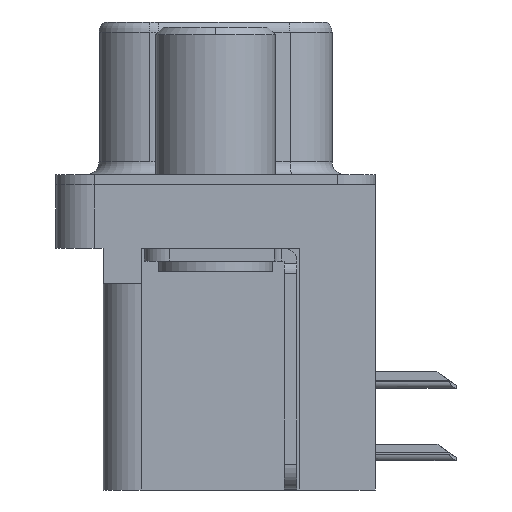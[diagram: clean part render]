
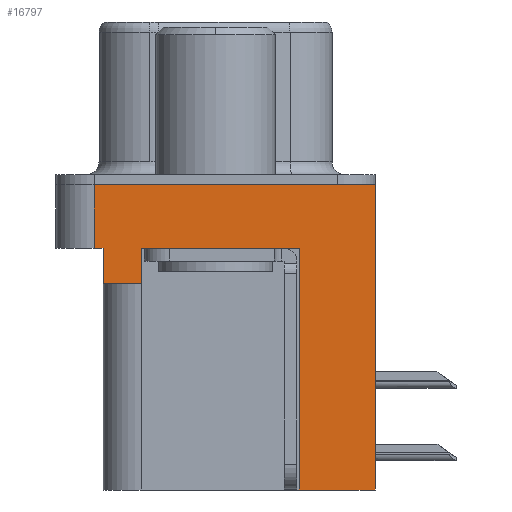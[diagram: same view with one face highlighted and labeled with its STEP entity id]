
A CAD part, left-side view. The second image highlights one B-rep face of the part: STEP entity #16797.
In plain terms, the highlighted planar face has unit normal (-1, 0, 0).
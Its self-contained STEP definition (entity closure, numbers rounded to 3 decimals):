
#249 = VECTOR ( 'NONE', #13247, 1000. ) ;
#366 = CARTESIAN_POINT ( 'NONE',  ( -3., 4.425, -3.9 ) ) ;
#512 = ORIENTED_EDGE ( 'NONE', *, *, #8710, .F. ) ;
#783 = VECTOR ( 'NONE', #3917, 1000. ) ;
#882 = DIRECTION ( 'NONE',  ( -1., 0., 0. ) ) ;
#905 = EDGE_CURVE ( 'NONE', #11606, #17664, #15200, .T. ) ;
#916 = VECTOR ( 'NONE', #12087, 1000. ) ;
#1071 = CARTESIAN_POINT ( 'NONE',  ( -3., -3.295, -12. ) ) ;
#1370 = VERTEX_POINT ( 'NONE', #15839 ) ;
#1484 = VECTOR ( 'NONE', #9445, 1000. ) ;
#1905 = EDGE_CURVE ( 'NONE', #9271, #12396, #7394, .T. ) ;
#2137 = ORIENTED_EDGE ( 'NONE', *, *, #20671, .T. ) ;
#2445 = CARTESIAN_POINT ( 'NONE',  ( -3., 4.425, -3.9 ) ) ;
#2790 = EDGE_CURVE ( 'NONE', #6598, #21479, #20318, .T. ) ;
#2830 = LINE ( 'NONE', #6797, #916 ) ;
#2876 = CARTESIAN_POINT ( 'NONE',  ( -3., 4.775, -2.5 ) ) ;
#2980 = VERTEX_POINT ( 'NONE', #1071 ) ;
#3383 = VERTEX_POINT ( 'NONE', #22123 ) ;
#3489 = DIRECTION ( 'NONE',  ( 0., -1., 0. ) ) ;
#3865 = EDGE_CURVE ( 'NONE', #3383, #21479, #15864, .T. ) ;
#3917 = DIRECTION ( 'NONE',  ( 0., -1., 0. ) ) ;
#4761 = DIRECTION ( 'NONE',  ( 0., 0., 1. ) ) ;
#5030 = ORIENTED_EDGE ( 'NONE', *, *, #1905, .T. ) ;
#5057 = CARTESIAN_POINT ( 'NONE',  ( -3., -6.275, -2.5 ) ) ;
#5577 = CARTESIAN_POINT ( 'NONE',  ( -3., 4.775, -2.5 ) ) ;
#5617 = ORIENTED_EDGE ( 'NONE', *, *, #3865, .F. ) ;
#5638 = LINE ( 'NONE', #2876, #20755 ) ;
#6585 = CARTESIAN_POINT ( 'NONE',  ( -3., -6.275, -2.5 ) ) ;
#6598 = VERTEX_POINT ( 'NONE', #9004 ) ;
#6627 = ORIENTED_EDGE ( 'NONE', *, *, #13114, .F. ) ;
#6797 = CARTESIAN_POINT ( 'NONE',  ( -3., -3.295, -12. ) ) ;
#7171 = VECTOR ( 'NONE', #3489, 1000. ) ;
#7176 = LINE ( 'NONE', #2445, #1484 ) ;
#7394 = LINE ( 'NONE', #8316, #16479 ) ;
#7670 = ORIENTED_EDGE ( 'NONE', *, *, #20807, .F. ) ;
#8201 = VECTOR ( 'NONE', #20935, 1000. ) ;
#8316 = CARTESIAN_POINT ( 'NONE',  ( -3., -6.275, -2.5 ) ) ;
#8710 = EDGE_CURVE ( 'NONE', #2980, #17664, #2830, .T. ) ;
#8875 = EDGE_CURVE ( 'NONE', #9859, #12396, #7176, .T. ) ;
#9004 = CARTESIAN_POINT ( 'NONE',  ( -3., -6.275, -12. ) ) ;
#9271 = VERTEX_POINT ( 'NONE', #5577 ) ;
#9445 = DIRECTION ( 'NONE',  ( 0., 0., 1. ) ) ;
#9711 = AXIS2_PLACEMENT_3D ( 'NONE', #6585, #882, #4761 ) ;
#9809 = DIRECTION ( 'NONE',  ( 0., 0., 1. ) ) ;
#9859 = VERTEX_POINT ( 'NONE', #366 ) ;
#10222 = DIRECTION ( 'NONE',  ( 0., -1., 0. ) ) ;
#11265 = CARTESIAN_POINT ( 'NONE',  ( -3., -6.275, 0. ) ) ;
#11606 = VERTEX_POINT ( 'NONE', #19561 ) ;
#11761 = ORIENTED_EDGE ( 'NONE', *, *, #21648, .F. ) ;
#12087 = DIRECTION ( 'NONE',  ( 0., 0., 1. ) ) ;
#12385 = CARTESIAN_POINT ( 'NONE',  ( -3., -3.295, -2.5 ) ) ;
#12396 = VERTEX_POINT ( 'NONE', #16387 ) ;
#12795 = CARTESIAN_POINT ( 'NONE',  ( -3., -3.295, -12. ) ) ;
#12866 = CARTESIAN_POINT ( 'NONE',  ( -3., 2.895, -3.9 ) ) ;
#13114 = EDGE_CURVE ( 'NONE', #9271, #3383, #5638, .T. ) ;
#13247 = DIRECTION ( 'NONE',  ( 0., 1., 0. ) ) ;
#14381 = ORIENTED_EDGE ( 'NONE', *, *, #2790, .T. ) ;
#14431 = FACE_OUTER_BOUND ( 'NONE', #21498, .T. ) ;
#15200 = LINE ( 'NONE', #17431, #7171 ) ;
#15839 = CARTESIAN_POINT ( 'NONE',  ( -3., 2.895, -3.9 ) ) ;
#15864 = LINE ( 'NONE', #17925, #783 ) ;
#16387 = CARTESIAN_POINT ( 'NONE',  ( -3., 4.425, -2.5 ) ) ;
#16479 = VECTOR ( 'NONE', #10222, 1000. ) ;
#16797 = ADVANCED_FACE ( 'NONE', ( #14431 ), #20649, .T. ) ;
#17100 = ORIENTED_EDGE ( 'NONE', *, *, #8875, .F. ) ;
#17431 = CARTESIAN_POINT ( 'NONE',  ( -3., -6.275, -2.5 ) ) ;
#17664 = VERTEX_POINT ( 'NONE', #12385 ) ;
#17728 = LINE ( 'NONE', #12795, #22718 ) ;
#17899 = DIRECTION ( 'NONE',  ( 0., 1., 0. ) ) ;
#17925 = CARTESIAN_POINT ( 'NONE',  ( -3., -6.275, 0. ) ) ;
#18890 = VECTOR ( 'NONE', #19922, 1000. ) ;
#19162 = LINE ( 'NONE', #20530, #249 ) ;
#19561 = CARTESIAN_POINT ( 'NONE',  ( -3., 2.895, -2.5 ) ) ;
#19618 = ORIENTED_EDGE ( 'NONE', *, *, #905, .T. ) ;
#19922 = DIRECTION ( 'NONE',  ( 0., 0., 1. ) ) ;
#20318 = LINE ( 'NONE', #5057, #8201 ) ;
#20530 = CARTESIAN_POINT ( 'NONE',  ( -3., 4.425, -3.9 ) ) ;
#20649 = PLANE ( 'NONE',  #9711 ) ;
#20671 = EDGE_CURVE ( 'NONE', #1370, #11606, #21089, .T. ) ;
#20755 = VECTOR ( 'NONE', #9809, 1000. ) ;
#20807 = EDGE_CURVE ( 'NONE', #1370, #9859, #19162, .T. ) ;
#20935 = DIRECTION ( 'NONE',  ( 0., 0., 1. ) ) ;
#21089 = LINE ( 'NONE', #12866, #18890 ) ;
#21479 = VERTEX_POINT ( 'NONE', #11265 ) ;
#21498 = EDGE_LOOP ( 'NONE', ( #5617, #6627, #5030, #17100, #7670, #2137, #19618, #512, #11761, #14381 ) ) ;
#21648 = EDGE_CURVE ( 'NONE', #6598, #2980, #17728, .T. ) ;
#22123 = CARTESIAN_POINT ( 'NONE',  ( -3., 4.775, 0. ) ) ;
#22718 = VECTOR ( 'NONE', #17899, 1000. ) ;
